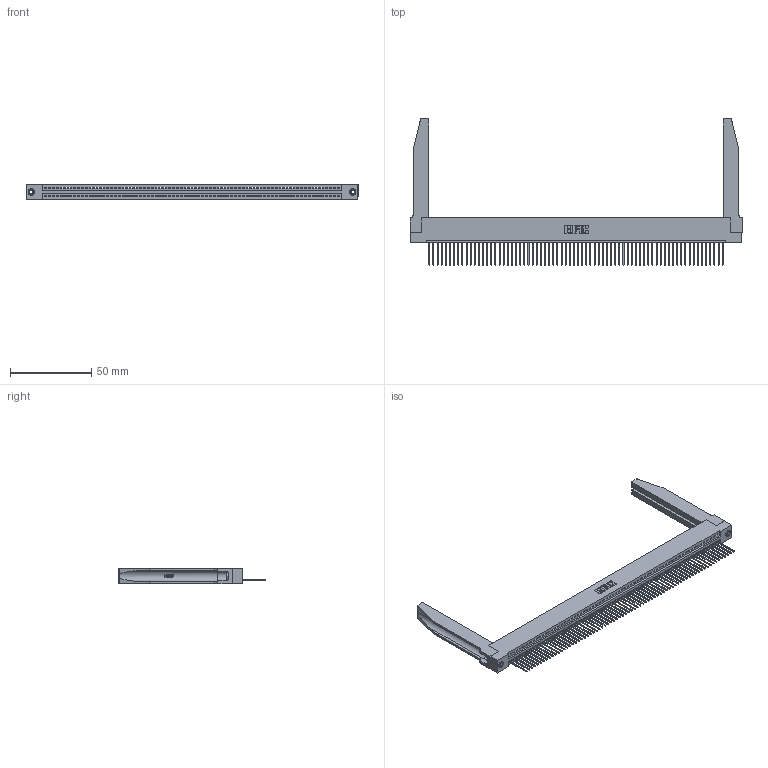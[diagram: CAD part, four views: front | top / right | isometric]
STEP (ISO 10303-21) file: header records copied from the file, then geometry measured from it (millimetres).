
FILE_DESCRIPTION (( 'STEP AP203' ), '1' );
FILE_NAME ('345-072-540-178.STEP', '2019-10-15T10:49:26', ( '' ), ( '' ), 'SwSTEP 2.0', 'SolidWorks 2016', '' );
FILE_SCHEMA (( 'CONFIG_CONTROL_DESIGN' ));
Length unit declared in the file: inch
Products named in the file (5): 345-220-078_345-220-078; 345-292-001_345-293-140; 345-072-540-178; 345-250-001_345-250-001-102; 345 Part_Flush Mounting Lugs - 0.156 Dia-TH
Assembly tree (77 placements, depth 2):
  345-072-540-178
    345 Part_Flush Mounting Lugs - 0.156 Dia-TH
    345-292-001_345-293-140  x72
    345-250-001_345-250-001-102  x2
    345-220-078_345-220-078  x2
Bounding box: 204.11 x 90.09 x 9.4 mm (x, y, z)
Volume: 27500.7 mm3; surface area: 34174.6 mm2
Topology: 77 solids, 77 shells, 4536 faces, 13621 edges, 8974 vertices
Faces by surface type: plane 3102, cylinder 1382, bspline 36, cone 12, torus 4
Entity records: 54908 total; most frequent: CARTESIAN_POINT 10407, ORIENTED_EDGE 9310, DIRECTION 8053, EDGE_CURVE 4655, LINE 4141, VECTOR 4141, VERTEX_POINT 3096, AXIS2_PLACEMENT_3D 1956
